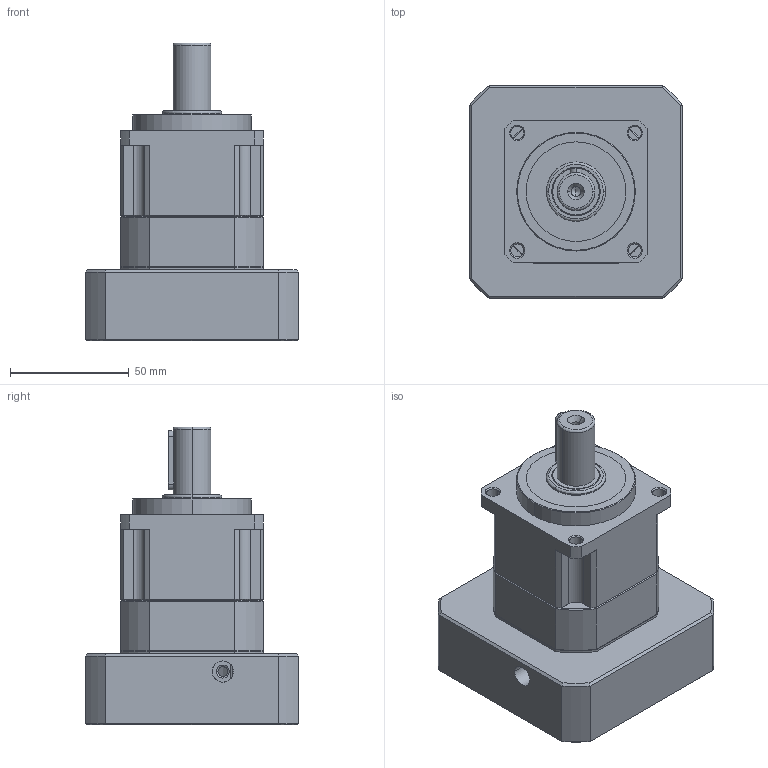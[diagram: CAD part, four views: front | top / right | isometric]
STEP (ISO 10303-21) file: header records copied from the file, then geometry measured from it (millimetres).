
FILE_DESCRIPTION (( 'STEP AP214' ), '1' );
FILE_NAME ('SB060-L1-19-80-100M6-44.STEP', '2021-12-18T05:09:20', ( 'admin' ), ( '' ), 'SwSTEP 2.0', 'SolidWorks 2013', '' );
FILE_SCHEMA (( 'AUTOMOTIVE_DESIGN' ));
Length unit declared in the file: millimetre
Products named in the file (4): SB060-80-100M6; SB060_X2_58F34F537AEF_X0_-19; SB060_X2_8F9351FA7AEF_X0_; SB060-L1-19-80-100M6-44
Assembly tree (3 placements, depth 2):
  SB060-L1-19-80-100M6-44
    SB060_X2_8F9351FA7AEF_X0_
    SB060_X2_58F34F537AEF_X0_-19
    SB060-80-100M6
Bounding box: 90 x 90 x 125.5 mm (x, y, z)
Volume: 376412.8 mm3; surface area: 69290.5 mm2
Topology: 3 solids, 3 shells, 338 faces, 820 edges, 498 vertices
Faces by surface type: cylinder 133, plane 107, cone 85, bspline 13
Entity records: 14299 total; most frequent: CARTESIAN_POINT 2538, DIRECTION 1711, ORIENTED_EDGE 1596, EDGE_CURVE 798, AXIS2_PLACEMENT_3D 673, VERTEX_POINT 498, EDGE_LOOP 404, LINE 365
